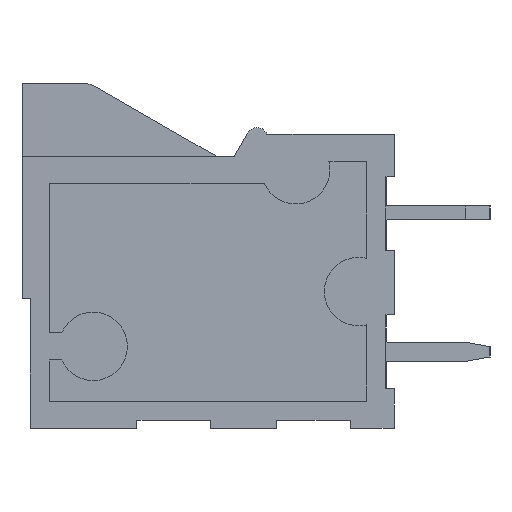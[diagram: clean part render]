
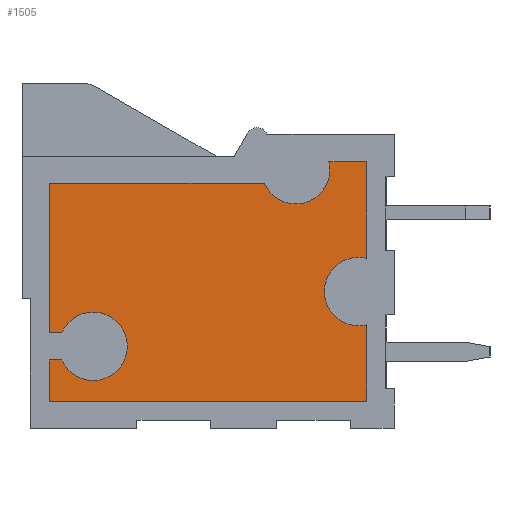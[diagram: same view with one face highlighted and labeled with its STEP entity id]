
A CAD part, left-side view. The second image highlights one B-rep face of the part: STEP entity #1505.
In plain terms, the highlighted planar face has unit normal (-1, 0, 0).
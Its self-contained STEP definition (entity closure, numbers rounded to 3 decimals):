
#103 = EDGE_CURVE('',#104,#106,#108,.T.);
#104 = VERTEX_POINT('',#105);
#105 = CARTESIAN_POINT('',(1.5,12.146,-10.1));
#106 = VERTEX_POINT('',#107);
#107 = CARTESIAN_POINT('',(1.5,11.,-10.85));
#108 = CIRCLE('',#109,1.25);
#109 = AXIS2_PLACEMENT_3D('',#110,#111,#112);
#110 = CARTESIAN_POINT('',(1.5,11.,-9.6));
#111 = DIRECTION('',(-1.,0.,0.));
#112 = DIRECTION('',(0.,0.,1.));
#146 = EDGE_CURVE('',#106,#147,#149,.T.);
#147 = VERTEX_POINT('',#148);
#148 = CARTESIAN_POINT('',(1.5,11.,-8.35));
#149 = CIRCLE('',#150,1.25);
#150 = AXIS2_PLACEMENT_3D('',#151,#152,#153);
#151 = CARTESIAN_POINT('',(1.5,11.,-9.6));
#152 = DIRECTION('',(-1.,0.,0.));
#153 = DIRECTION('',(0.,0.,1.));
#178 = EDGE_CURVE('',#179,#181,#183,.T.);
#179 = VERTEX_POINT('',#180);
#180 = CARTESIAN_POINT('',(1.5,1.3,-6.35));
#181 = VERTEX_POINT('',#182);
#182 = CARTESIAN_POINT('',(1.5,1.3,-8.85));
#183 = CIRCLE('',#184,1.25);
#184 = AXIS2_PLACEMENT_3D('',#185,#186,#187);
#185 = CARTESIAN_POINT('',(1.5,1.3,-7.6));
#186 = DIRECTION('',(-1.,0.,0.));
#187 = DIRECTION('',(0.,0.,1.));
#220 = EDGE_CURVE('',#221,#179,#223,.T.);
#221 = VERTEX_POINT('',#222);
#222 = CARTESIAN_POINT('',(1.5,1.,-6.387));
#223 = CIRCLE('',#224,1.25);
#224 = AXIS2_PLACEMENT_3D('',#225,#226,#227);
#225 = CARTESIAN_POINT('',(1.5,1.3,-7.6));
#226 = DIRECTION('',(-1.,0.,0.));
#227 = DIRECTION('',(0.,0.,1.));
#1233 = EDGE_CURVE('',#181,#1234,#1236,.T.);
#1234 = VERTEX_POINT('',#1235);
#1235 = CARTESIAN_POINT('',(1.5,1.,-8.813));
#1236 = CIRCLE('',#1237,1.25);
#1237 = AXIS2_PLACEMENT_3D('',#1238,#1239,#1240);
#1238 = CARTESIAN_POINT('',(1.5,1.3,-7.6));
#1239 = DIRECTION('',(-1.,0.,0.));
#1240 = DIRECTION('',(0.,0.,1.));
#1259 = EDGE_CURVE('',#1260,#1234,#1262,.T.);
#1260 = VERTEX_POINT('',#1261);
#1261 = CARTESIAN_POINT('',(1.5,1.,-11.6));
#1262 = LINE('',#1263,#1264);
#1263 = CARTESIAN_POINT('',(1.5,1.,0.));
#1264 = VECTOR('',#1265,1.);
#1265 = DIRECTION('',(0.,0.,1.));
#1283 = EDGE_CURVE('',#1284,#1260,#1286,.T.);
#1284 = VERTEX_POINT('',#1285);
#1285 = CARTESIAN_POINT('',(1.5,12.6,-11.6));
#1286 = LINE('',#1287,#1288);
#1287 = CARTESIAN_POINT('',(1.5,0.,-11.6));
#1288 = VECTOR('',#1289,1.);
#1289 = DIRECTION('',(0.,-1.,0.));
#1307 = EDGE_CURVE('',#1284,#1308,#1310,.T.);
#1308 = VERTEX_POINT('',#1309);
#1309 = CARTESIAN_POINT('',(1.5,12.6,-10.1));
#1310 = LINE('',#1311,#1312);
#1311 = CARTESIAN_POINT('',(1.5,12.6,0.));
#1312 = VECTOR('',#1313,1.);
#1313 = DIRECTION('',(0.,0.,1.));
#1331 = EDGE_CURVE('',#1308,#104,#1332,.T.);
#1332 = LINE('',#1333,#1334);
#1333 = CARTESIAN_POINT('',(1.5,0.,-10.1));
#1334 = VECTOR('',#1335,1.);
#1335 = DIRECTION('',(0.,-1.,0.));
#1347 = EDGE_CURVE('',#147,#1348,#1350,.T.);
#1348 = VERTEX_POINT('',#1349);
#1349 = CARTESIAN_POINT('',(1.5,12.146,-9.1));
#1350 = CIRCLE('',#1351,1.25);
#1351 = AXIS2_PLACEMENT_3D('',#1352,#1353,#1354);
#1352 = CARTESIAN_POINT('',(1.5,11.,-9.6));
#1353 = DIRECTION('',(-1.,0.,0.));
#1354 = DIRECTION('',(0.,0.,1.));
#1373 = EDGE_CURVE('',#1374,#1348,#1376,.T.);
#1374 = VERTEX_POINT('',#1375);
#1375 = CARTESIAN_POINT('',(1.5,12.6,-9.1));
#1376 = LINE('',#1377,#1378);
#1377 = CARTESIAN_POINT('',(1.5,0.,-9.1));
#1378 = VECTOR('',#1379,1.);
#1379 = DIRECTION('',(0.,-1.,0.));
#1397 = EDGE_CURVE('',#1374,#1398,#1400,.T.);
#1398 = VERTEX_POINT('',#1399);
#1399 = CARTESIAN_POINT('',(1.5,12.6,-3.65));
#1400 = LINE('',#1401,#1402);
#1401 = CARTESIAN_POINT('',(1.5,12.6,0.));
#1402 = VECTOR('',#1403,1.);
#1403 = DIRECTION('',(0.,0.,1.));
#1421 = EDGE_CURVE('',#1422,#1398,#1424,.T.);
#1422 = VERTEX_POINT('',#1423);
#1423 = CARTESIAN_POINT('',(1.5,4.746,-3.65));
#1424 = LINE('',#1425,#1426);
#1425 = CARTESIAN_POINT('',(1.5,0.,-3.65));
#1426 = VECTOR('',#1427,1.);
#1427 = DIRECTION('',(0.,1.,0.));
#1445 = EDGE_CURVE('',#1422,#1446,#1448,.T.);
#1446 = VERTEX_POINT('',#1447);
#1447 = CARTESIAN_POINT('',(1.5,2.387,-2.85));
#1448 = CIRCLE('',#1449,1.25);
#1449 = AXIS2_PLACEMENT_3D('',#1450,#1451,#1452);
#1450 = CARTESIAN_POINT('',(1.5,3.6,-3.15));
#1451 = DIRECTION('',(-1.,0.,0.));
#1452 = DIRECTION('',(0.,0.,1.));
#1470 = EDGE_CURVE('',#1446,#1471,#1473,.T.);
#1471 = VERTEX_POINT('',#1472);
#1472 = CARTESIAN_POINT('',(1.5,1.,-2.85));
#1473 = LINE('',#1474,#1475);
#1474 = CARTESIAN_POINT('',(1.5,0.,-2.85));
#1475 = VECTOR('',#1476,1.);
#1476 = DIRECTION('',(0.,-1.,0.));
#1494 = EDGE_CURVE('',#221,#1471,#1495,.T.);
#1495 = LINE('',#1496,#1497);
#1496 = CARTESIAN_POINT('',(1.5,1.,0.));
#1497 = VECTOR('',#1498,1.);
#1498 = DIRECTION('',(0.,0.,1.));
#1505 = ADVANCED_FACE('',(#1506),#1524,.T.);
#1506 = FACE_BOUND('',#1507,.T.);
#1507 = EDGE_LOOP('',(#1508,#1509,#1510,#1511,#1512,#1513,#1514,#1515,
    #1516,#1517,#1518,#1519,#1520,#1521,#1522,#1523));
#1508 = ORIENTED_EDGE('',*,*,#220,.F.);
#1509 = ORIENTED_EDGE('',*,*,#1494,.T.);
#1510 = ORIENTED_EDGE('',*,*,#1470,.F.);
#1511 = ORIENTED_EDGE('',*,*,#1445,.F.);
#1512 = ORIENTED_EDGE('',*,*,#1421,.T.);
#1513 = ORIENTED_EDGE('',*,*,#1397,.F.);
#1514 = ORIENTED_EDGE('',*,*,#1373,.T.);
#1515 = ORIENTED_EDGE('',*,*,#1347,.F.);
#1516 = ORIENTED_EDGE('',*,*,#146,.F.);
#1517 = ORIENTED_EDGE('',*,*,#103,.F.);
#1518 = ORIENTED_EDGE('',*,*,#1331,.F.);
#1519 = ORIENTED_EDGE('',*,*,#1307,.F.);
#1520 = ORIENTED_EDGE('',*,*,#1283,.T.);
#1521 = ORIENTED_EDGE('',*,*,#1259,.T.);
#1522 = ORIENTED_EDGE('',*,*,#1233,.F.);
#1523 = ORIENTED_EDGE('',*,*,#178,.F.);
#1524 = PLANE('',#1525);
#1525 = AXIS2_PLACEMENT_3D('',#1526,#1527,#1528);
#1526 = CARTESIAN_POINT('',(1.5,0.,0.));
#1527 = DIRECTION('',(-1.,0.,0.));
#1528 = DIRECTION('',(0.,0.,1.));
